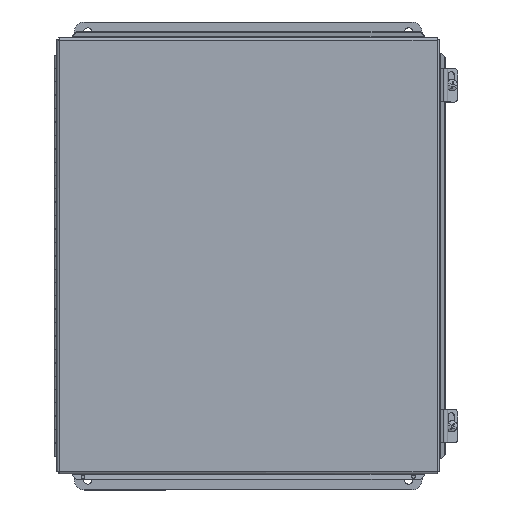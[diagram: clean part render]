
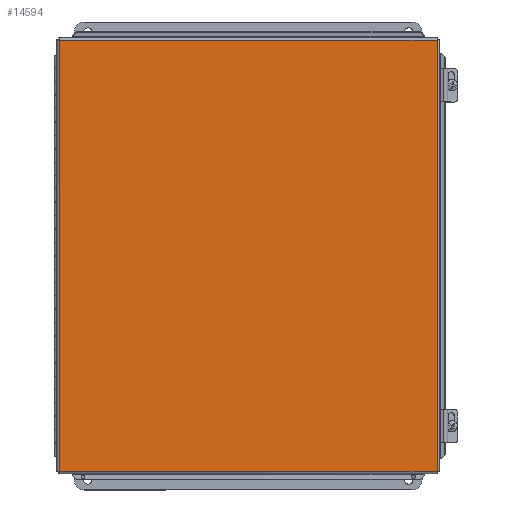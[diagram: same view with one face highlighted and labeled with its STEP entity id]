
A CAD part, top view. The second image highlights one B-rep face of the part: STEP entity #14594.
In plain terms, the highlighted face is planar.
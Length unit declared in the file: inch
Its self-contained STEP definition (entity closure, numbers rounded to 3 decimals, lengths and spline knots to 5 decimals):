
#13913=CARTESIAN_POINT('',(14.21675,0.09325,0.));
#13914=VERTEX_POINT('',#13913);
#13925=CARTESIAN_POINT('',(14.21675,16.21675,0.));
#13926=VERTEX_POINT('',#13925);
#13927=CARTESIAN_POINT('',(14.21675,16.21675,0.));
#13928=DIRECTION('',(0.0,-1.0,0.0));
#13929=VECTOR('',#13928,16.1235);
#13930=LINE('',#13927,#13929);
#13931=EDGE_CURVE('',#13926,#13914,#13930,.T.);
#14091=CARTESIAN_POINT('',(0.09325,0.09325,0.));
#14092=VERTEX_POINT('',#14091);
#14103=CARTESIAN_POINT('',(14.21675,0.09325,0.));
#14104=DIRECTION('',(-1.0,0.0,0.0));
#14105=VECTOR('',#14104,14.1235);
#14106=LINE('',#14103,#14105);
#14107=EDGE_CURVE('',#13914,#14092,#14106,.T.);
#14260=CARTESIAN_POINT('',(0.09325,16.21675,0.));
#14261=VERTEX_POINT('',#14260);
#14272=CARTESIAN_POINT('',(0.09325,0.09325,0.));
#14273=DIRECTION('',(0.0,1.0,0.0));
#14274=VECTOR('',#14273,16.1235);
#14275=LINE('',#14272,#14274);
#14276=EDGE_CURVE('',#14092,#14261,#14275,.T.);
#14439=CARTESIAN_POINT('',(0.09325,16.21675,0.));
#14440=DIRECTION('',(1.0,0.0,0.0));
#14441=VECTOR('',#14440,14.1235);
#14442=LINE('',#14439,#14441);
#14443=EDGE_CURVE('',#14261,#13926,#14442,.T.);
#14583=CARTESIAN_POINT('',(7.155,8.155,0.));
#14584=DIRECTION('',(0.0,0.0,1.0));
#14585=DIRECTION('',(1.0,0.0,0.0));
#14586=AXIS2_PLACEMENT_3D('',#14583,#14584,#14585);
#14587=PLANE('',#14586);
#14588=ORIENTED_EDGE('',*,*,#13931,.T.);
#14589=ORIENTED_EDGE('',*,*,#14107,.T.);
#14590=ORIENTED_EDGE('',*,*,#14276,.T.);
#14591=ORIENTED_EDGE('',*,*,#14443,.T.);
#14592=EDGE_LOOP('',(#14588,#14589,#14590,#14591));
#14593=FACE_OUTER_BOUND('',#14592,.T.);
#14594=ADVANCED_FACE('',(#14593),#14587,.F.);
